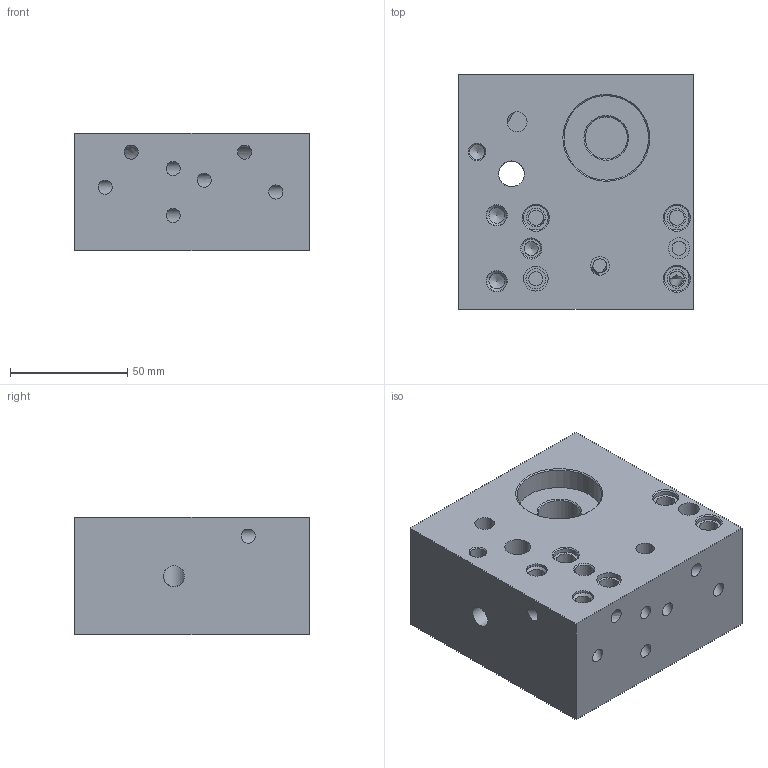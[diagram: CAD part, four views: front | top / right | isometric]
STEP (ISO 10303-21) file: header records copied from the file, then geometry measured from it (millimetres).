
FILE_DESCRIPTION(('STEP AP203'), '1');
FILE_NAME('íàñîñ_ÓÏÐÎÙÅÍÍÛÉ_ïîñëåäíÿÿ_âåðñèÿ', '', ('UNSPECIFIED'), ('UNSPECIFIED'), 'C3D Converter', 'C3D Toolkit', '');
FILE_SCHEMA(('CONFIG_CONTROL_DESIGN'));
Length unit declared in the file: millimetre
Bounding box: 100 x 100 x 50 mm (x, y, z)
Volume: 452455.5 mm3; surface area: 57155.3 mm2
Topology: 1 solids, 2 shells, 102 faces, 225 edges, 144 vertices
Faces by surface type: plane 44, cylinder 29, cone 18, bspline 11
Full cylindrical faces by diameter (mm): 6 x4, 6.5 x4, 6.7 x2, 8 x5, 8.5 x2, 9 x4, 10.5 x4, 11 x1, 18 x1, 20 x1, 36 x1
Entity records: 8326 total; most frequent: CARTESIAN_POINT 5402, DIRECTION 422, ORIENTED_EDGE 330, EDGE_LOOP 209, AXIS2_PLACEMENT_3D 202, EDGE_CURVE 165, VERTEX_POINT 144, FACE_BOUND 118
